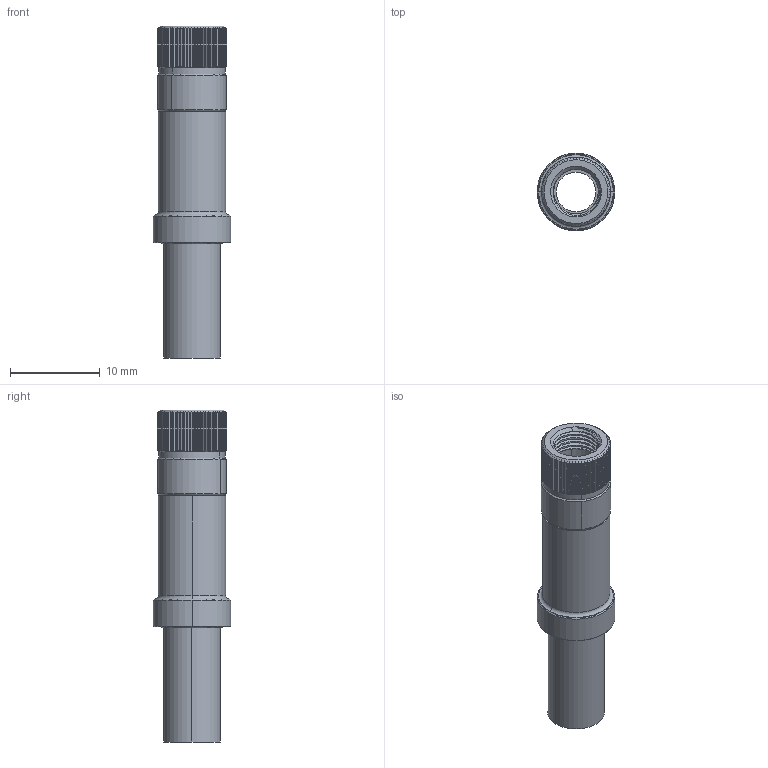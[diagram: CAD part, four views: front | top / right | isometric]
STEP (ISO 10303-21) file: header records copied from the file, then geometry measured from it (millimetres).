
FILE_DESCRIPTION (( 'STEP AP214' ), '1' );
FILE_NAME ('52-005A-B66-EF.STEP', '2024-10-24T14:29:17', ( '' ), ( '' ), 'SwSTEP 2.0', 'SolidWorks 2024', '' );
FILE_SCHEMA (( 'AUTOMOTIVE_DESIGN' ));
Length unit declared in the file: millimetre
Products named in the file (1): 52-005A-B66-EF
Bounding box: 8.65 x 8.65 x 36.95 mm (x, y, z)
Surface area: 1363.1 mm2 (no closed solid volume)
Topology: 0 solids, 4 shells, 344 faces, 854 edges, 516 vertices
Faces by surface type: plane 151, cylinder 99, cone 91, torus 2, bspline 1
Entity records: 10982 total; most frequent: CARTESIAN_POINT 3312, ORIENTED_EDGE 1677, DIRECTION 1501, EDGE_CURVE 854, AXIS2_PLACEMENT_3D 620, VERTEX_POINT 516, EDGE_LOOP 351, ADVANCED_FACE 344
